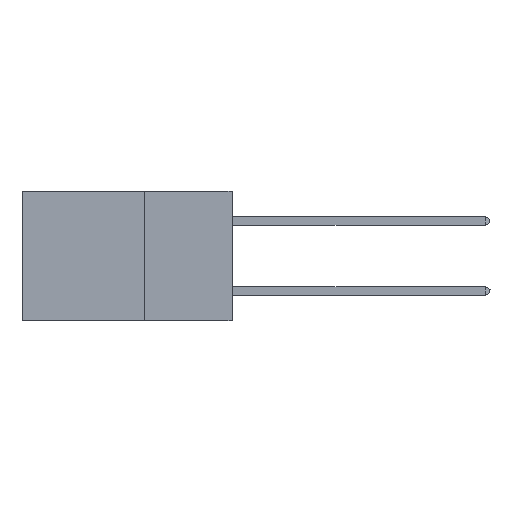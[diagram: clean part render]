
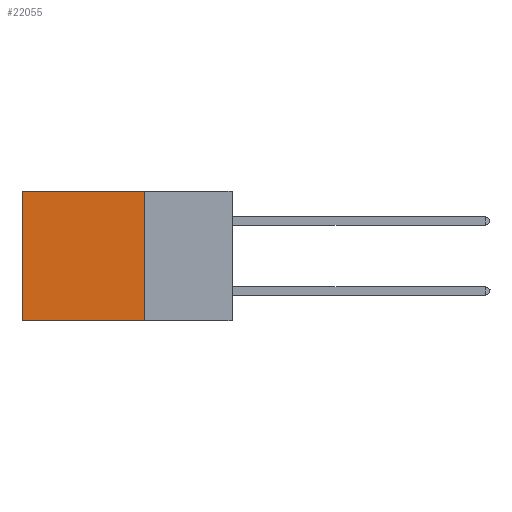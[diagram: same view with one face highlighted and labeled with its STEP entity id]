
A CAD part, left-side view. The second image highlights one B-rep face of the part: STEP entity #22055.
In plain terms, the highlighted planar face has unit normal (-1, 0, 0).
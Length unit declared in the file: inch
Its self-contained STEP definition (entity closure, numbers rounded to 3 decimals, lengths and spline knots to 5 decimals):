
#1349 = DIRECTION ( 'NONE',  ( 1., 0., 0. ) ) ;
#1488 = ORIENTED_EDGE ( 'NONE', *, *, #10763, .T. ) ;
#2203 = CARTESIAN_POINT ( 'NONE',  ( 0.2875, 0.6, -0.37 ) ) ;
#3745 = DIRECTION ( 'NONE',  ( 0., 0., -1. ) ) ;
#4061 = EDGE_LOOP ( 'NONE', ( #1488, #19864, #20879, #14879 ) ) ;
#5610 = EDGE_CURVE ( 'NONE', #10324, #16410, #25044, .T. ) ;
#6388 = VECTOR ( 'NONE', #19239, 39.37008 ) ;
#8405 = VERTEX_POINT ( 'NONE', #27708 ) ;
#9061 = CARTESIAN_POINT ( 'NONE',  ( 0.2875, 0.25, 0. ) ) ;
#9273 = LINE ( 'NONE', #29523, #6388 ) ;
#10324 = VERTEX_POINT ( 'NONE', #18072 ) ;
#10763 = EDGE_CURVE ( 'NONE', #8405, #13071, #9273, .T. ) ;
#13071 = VERTEX_POINT ( 'NONE', #2203 ) ;
#13089 = DIRECTION ( 'NONE',  ( 0., 1., 0. ) ) ;
#14879 = ORIENTED_EDGE ( 'NONE', *, *, #16246, .T. ) ;
#16246 = EDGE_CURVE ( 'NONE', #10324, #8405, #20838, .T. ) ;
#16410 = VERTEX_POINT ( 'NONE', #20113 ) ;
#16548 = VECTOR ( 'NONE', #16819, 39.37008 ) ;
#16819 = DIRECTION ( 'NONE',  ( 0., 0., -1. ) ) ;
#17501 = CARTESIAN_POINT ( 'NONE',  ( 0.2875, 0.25, 0. ) ) ;
#17897 = CARTESIAN_POINT ( 'NONE',  ( 0.2875, 0.25, -0.37 ) ) ;
#18072 = CARTESIAN_POINT ( 'NONE',  ( 0.2875, 0.25, 0. ) ) ;
#19135 = EDGE_CURVE ( 'NONE', #16410, #13071, #30913, .T. ) ;
#19239 = DIRECTION ( 'NONE',  ( 0., 0., -1. ) ) ;
#19864 = ORIENTED_EDGE ( 'NONE', *, *, #19135, .F. ) ;
#20113 = CARTESIAN_POINT ( 'NONE',  ( 0.2875, 0.25, -0.37 ) ) ;
#20838 = LINE ( 'NONE', #23048, #32530 ) ;
#20879 = ORIENTED_EDGE ( 'NONE', *, *, #5610, .F. ) ;
#21682 = VECTOR ( 'NONE', #25095, 39.37008 ) ;
#22055 = ADVANCED_FACE ( 'NONE', ( #32371 ), #22099, .F. ) ;
#22099 = PLANE ( 'NONE',  #30555 ) ;
#23048 = CARTESIAN_POINT ( 'NONE',  ( 0.2875, 0.25, 0. ) ) ;
#25044 = LINE ( 'NONE', #17501, #16548 ) ;
#25095 = DIRECTION ( 'NONE',  ( 0., 1., 0. ) ) ;
#27708 = CARTESIAN_POINT ( 'NONE',  ( 0.2875, 0.6, 0. ) ) ;
#29523 = CARTESIAN_POINT ( 'NONE',  ( 0.2875, 0.6, 0. ) ) ;
#30555 = AXIS2_PLACEMENT_3D ( 'NONE', #9061, #1349, #3745 ) ;
#30913 = LINE ( 'NONE', #17897, #21682 ) ;
#32371 = FACE_OUTER_BOUND ( 'NONE', #4061, .T. ) ;
#32530 = VECTOR ( 'NONE', #13089, 39.37008 ) ;
